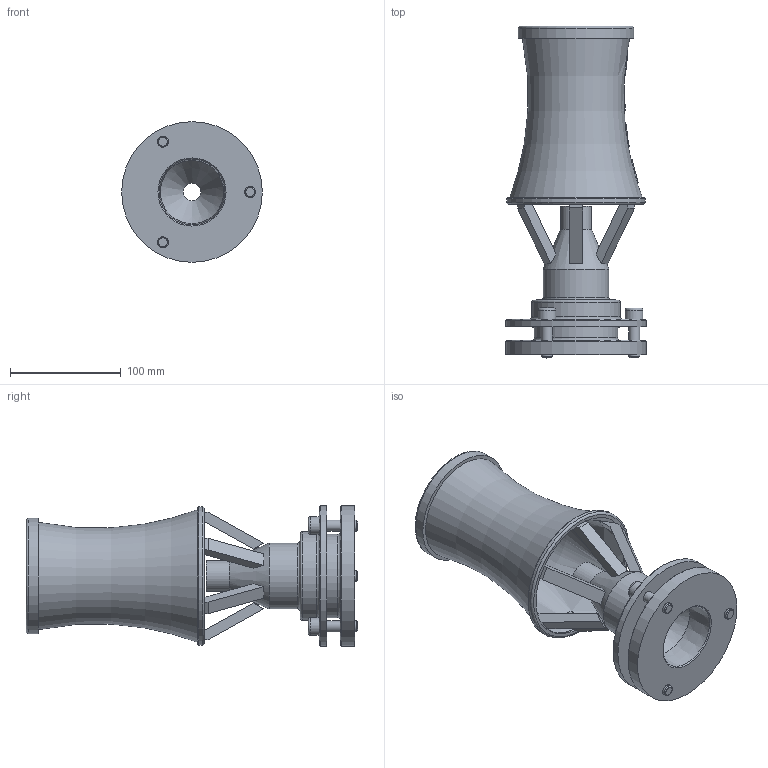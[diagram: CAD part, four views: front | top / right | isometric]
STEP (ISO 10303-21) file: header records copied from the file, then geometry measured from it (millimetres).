
FILE_DESCRIPTION(/* description */ (''),/* implementation_level */ '2;1');
FILE_NAME(/* name */ '89053_Cascade_90.stp',/* time_stamp */ '2017-08-18T11:21:40+02:00',/* author */ ('guzb562'),/* organization */ (''),/* preprocessor_version */ 'ST-DEVELOPER v16.1',/* originating_system */ 'Autodesk Inventor 2016',/* authorisation */ '');
FILE_SCHEMA (('AUTOMOTIVE_DESIGN { 1 0 10303 214 3 1 1 }'));
Length unit declared in the file: millimetre
Products named in the file (1): 89053_Cascade_90
Bounding box: 127 x 299.7 x 127 mm (x, y, z)
Volume: 640917.8 mm3; surface area: 193837.2 mm2
Topology: 2 solids, 2 shells, 182 faces, 463 edges, 302 vertices
Faces by surface type: plane 106, cylinder 44, torus 21, cone 11
Full cylindrical faces by diameter (mm): 10 x6, 15.436 x1, 16 x3, 28 x1, 59.6 x1, 75.38 x1, 80 x1, 104 x1, 125 x1, 127 x2
Entity records: 6227 total; most frequent: CARTESIAN_POINT 2190, ORIENTED_EDGE 794, DIRECTION 749, EDGE_CURVE 397, VERTEX_POINT 284, AXIS2_PLACEMENT_3D 267, EDGE_LOOP 249, LINE 215
